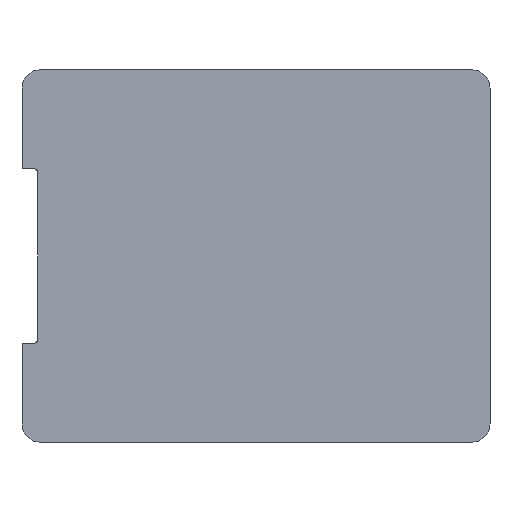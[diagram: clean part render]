
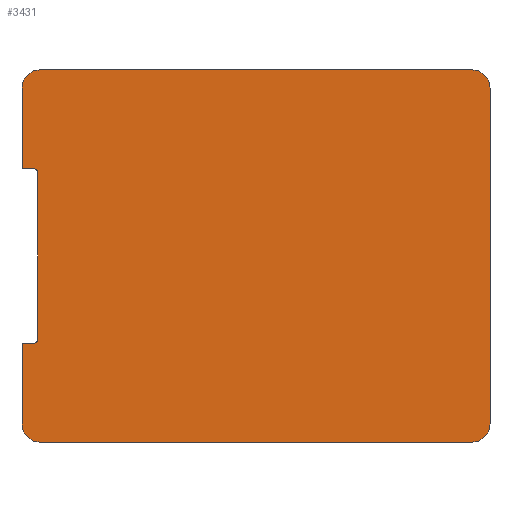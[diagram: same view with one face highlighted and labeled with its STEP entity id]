
A CAD part, front view. The second image highlights one B-rep face of the part: STEP entity #3431.
In plain terms, the highlighted planar face has unit normal (0, -1, 0).
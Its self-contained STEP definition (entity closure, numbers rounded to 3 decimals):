
#151=PLANE('',#3738);
#327=FACE_OUTER_BOUND('',#526,.T.);
#526=EDGE_LOOP('',(#3158,#3159,#3160,#3161,#3162,#3163,#3164,#3165,#3166,
#3167,#3168,#3169,#3170,#3171));
#626=CIRCLE('',#3714,1.);
#628=CIRCLE('',#3718,1.);
#630=CIRCLE('',#3723,5.);
#632=CIRCLE('',#3727,5.);
#634=CIRCLE('',#3731,5.);
#636=CIRCLE('',#3735,5.);
#989=LINE('',#7238,#1320);
#993=LINE('',#7250,#1324);
#996=LINE('',#7256,#1327);
#1000=LINE('',#7268,#1331);
#1004=LINE('',#7280,#1335);
#1008=LINE('',#7292,#1339);
#1012=LINE('',#7304,#1343);
#1015=LINE('',#7308,#1346);
#1320=VECTOR('',#4580,10.);
#1324=VECTOR('',#4592,10.);
#1327=VECTOR('',#4597,10.);
#1331=VECTOR('',#4609,10.);
#1335=VECTOR('',#4621,10.);
#1339=VECTOR('',#4633,10.);
#1343=VECTOR('',#4645,10.);
#1346=VECTOR('',#4650,10.);
#1654=VERTEX_POINT('',#7229);
#1655=VERTEX_POINT('',#7231);
#1657=VERTEX_POINT('',#7237);
#1659=VERTEX_POINT('',#7243);
#1661=VERTEX_POINT('',#7249);
#1663=VERTEX_POINT('',#7255);
#1665=VERTEX_POINT('',#7261);
#1667=VERTEX_POINT('',#7267);
#1669=VERTEX_POINT('',#7273);
#1671=VERTEX_POINT('',#7279);
#1673=VERTEX_POINT('',#7285);
#1675=VERTEX_POINT('',#7291);
#1677=VERTEX_POINT('',#7297);
#1679=VERTEX_POINT('',#7303);
#2142=EDGE_CURVE('',#1655,#1654,#626,.T.);
#2145=EDGE_CURVE('',#1657,#1655,#989,.T.);
#2148=EDGE_CURVE('',#1659,#1657,#628,.T.);
#2151=EDGE_CURVE('',#1661,#1659,#993,.T.);
#2154=EDGE_CURVE('',#1663,#1661,#996,.T.);
#2157=EDGE_CURVE('',#1665,#1663,#630,.T.);
#2160=EDGE_CURVE('',#1667,#1665,#1000,.T.);
#2163=EDGE_CURVE('',#1669,#1667,#632,.T.);
#2166=EDGE_CURVE('',#1671,#1669,#1004,.T.);
#2169=EDGE_CURVE('',#1673,#1671,#634,.T.);
#2172=EDGE_CURVE('',#1675,#1673,#1008,.T.);
#2175=EDGE_CURVE('',#1677,#1675,#636,.T.);
#2178=EDGE_CURVE('',#1679,#1677,#1012,.T.);
#2181=EDGE_CURVE('',#1654,#1679,#1015,.T.);
#3158=ORIENTED_EDGE('',*,*,#2181,.T.);
#3159=ORIENTED_EDGE('',*,*,#2178,.T.);
#3160=ORIENTED_EDGE('',*,*,#2175,.T.);
#3161=ORIENTED_EDGE('',*,*,#2172,.T.);
#3162=ORIENTED_EDGE('',*,*,#2169,.T.);
#3163=ORIENTED_EDGE('',*,*,#2166,.T.);
#3164=ORIENTED_EDGE('',*,*,#2163,.T.);
#3165=ORIENTED_EDGE('',*,*,#2160,.T.);
#3166=ORIENTED_EDGE('',*,*,#2157,.T.);
#3167=ORIENTED_EDGE('',*,*,#2154,.T.);
#3168=ORIENTED_EDGE('',*,*,#2151,.T.);
#3169=ORIENTED_EDGE('',*,*,#2148,.T.);
#3170=ORIENTED_EDGE('',*,*,#2145,.T.);
#3171=ORIENTED_EDGE('',*,*,#2142,.T.);
#3431=ADVANCED_FACE('',(#327),#151,.T.);
#3714=AXIS2_PLACEMENT_3D('',#7232,#4574,#4575);
#3718=AXIS2_PLACEMENT_3D('',#7244,#4586,#4587);
#3723=AXIS2_PLACEMENT_3D('',#7262,#4603,#4604);
#3727=AXIS2_PLACEMENT_3D('',#7274,#4615,#4616);
#3731=AXIS2_PLACEMENT_3D('',#7286,#4627,#4628);
#3735=AXIS2_PLACEMENT_3D('',#7298,#4639,#4640);
#3738=AXIS2_PLACEMENT_3D('',#7309,#4651,#4652);
#4574=DIRECTION('center_axis',(0.,1.,0.));
#4575=DIRECTION('ref_axis',(0.,0.,-1.));
#4580=DIRECTION('',(0.,0.,-1.));
#4586=DIRECTION('center_axis',(0.,1.,0.));
#4587=DIRECTION('ref_axis',(1.,0.,0.));
#4592=DIRECTION('',(1.,0.,0.));
#4597=DIRECTION('',(0.,0.,-1.));
#4603=DIRECTION('center_axis',(0.,-1.,0.));
#4604=DIRECTION('ref_axis',(0.,0.,1.));
#4609=DIRECTION('',(-1.,0.,0.));
#4615=DIRECTION('center_axis',(0.,-1.,0.));
#4616=DIRECTION('ref_axis',(1.,0.,0.));
#4621=DIRECTION('',(0.,0.,1.));
#4627=DIRECTION('center_axis',(0.,-1.,0.));
#4628=DIRECTION('ref_axis',(0.,0.,-1.));
#4633=DIRECTION('',(1.,0.,0.));
#4639=DIRECTION('center_axis',(0.,-1.,0.));
#4640=DIRECTION('ref_axis',(-1.,0.,0.));
#4645=DIRECTION('',(0.,0.,-1.));
#4650=DIRECTION('',(-1.,0.,0.));
#4651=DIRECTION('center_axis',(0.,-1.,0.));
#4652=DIRECTION('ref_axis',(1.,0.,0.));
#7229=CARTESIAN_POINT('',(3.34,-2.2,-75.3));
#7231=CARTESIAN_POINT('',(4.34,-2.2,-74.3));
#7232=CARTESIAN_POINT('Origin',(3.34,-2.2,-74.3));
#7237=CARTESIAN_POINT('',(4.34,-2.2,-28.3));
#7238=CARTESIAN_POINT('',(4.34,-2.2,-28.3));
#7243=CARTESIAN_POINT('',(3.34,-2.2,-27.3));
#7244=CARTESIAN_POINT('Origin',(3.34,-2.2,-28.3));
#7249=CARTESIAN_POINT('',(0.,-2.2,-27.3));
#7250=CARTESIAN_POINT('',(0.,-2.2,-27.3));
#7255=CARTESIAN_POINT('',(0.,-2.2,-5.));
#7256=CARTESIAN_POINT('',(0.,-2.2,-5.));
#7261=CARTESIAN_POINT('',(5.,-2.2,0.));
#7262=CARTESIAN_POINT('Origin',(5.,-2.2,-5.));
#7267=CARTESIAN_POINT('',(124.,-2.2,0.));
#7268=CARTESIAN_POINT('',(124.,-2.2,0.));
#7273=CARTESIAN_POINT('',(129.,-2.2,-5.));
#7274=CARTESIAN_POINT('Origin',(124.,-2.2,-5.));
#7279=CARTESIAN_POINT('',(129.,-2.2,-97.6));
#7280=CARTESIAN_POINT('',(129.,-2.2,-97.6));
#7285=CARTESIAN_POINT('',(124.,-2.2,-102.6));
#7286=CARTESIAN_POINT('Origin',(124.,-2.2,-97.6));
#7291=CARTESIAN_POINT('',(5.,-2.2,-102.6));
#7292=CARTESIAN_POINT('',(5.,-2.2,-102.6));
#7297=CARTESIAN_POINT('',(0.,-2.2,-97.6));
#7298=CARTESIAN_POINT('Origin',(5.,-2.2,-97.6));
#7303=CARTESIAN_POINT('',(0.,-2.2,-75.3));
#7304=CARTESIAN_POINT('',(0.,-2.2,-75.3));
#7308=CARTESIAN_POINT('',(3.34,-2.2,-75.3));
#7309=CARTESIAN_POINT('Origin',(64.5,-2.2,-51.3));
